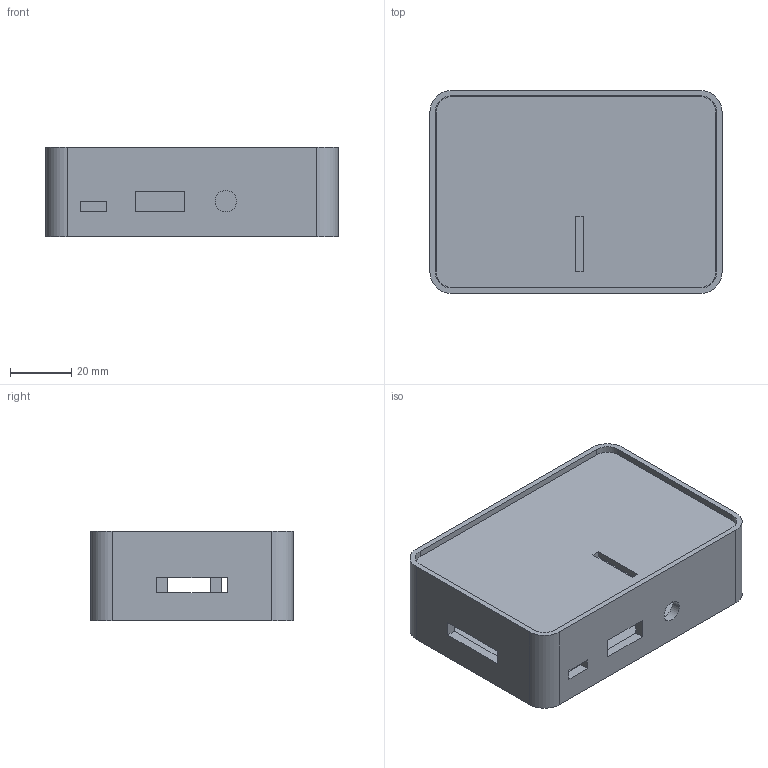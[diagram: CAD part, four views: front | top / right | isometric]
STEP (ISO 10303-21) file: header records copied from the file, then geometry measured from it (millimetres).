
FILE_DESCRIPTION (( 'STEP AP203' ), '1' );
FILE_NAME ('Teste_1.STEP', '2014-08-27T11:07:55', ( '' ), ( '' ), 'SwSTEP 2.0', 'SolidWorks 2013', '' );
FILE_SCHEMA (( 'CONFIG_CONTROL_DESIGN' ));
Length unit declared in the file: millimetre
Products named in the file (4): Part18; Part19; Teste_1; Part20
Assembly tree (2 placements, depth 2):
  Part18
  Teste_1
    Part19
    Part20
Bounding box: 95 x 66 x 29 mm (x, y, z)
Volume: 42754.8 mm3; surface area: 42047.9 mm2
Topology: 3 solids, 3 shells, 87 faces, 241 edges, 160 vertices
Faces by surface type: plane 61, cylinder 26
Entity records: 3186 total; most frequent: CARTESIAN_POINT 493, ORIENTED_EDGE 482, DIRECTION 479, EDGE_CURVE 241, VECTOR 187, LINE 187, VERTEX_POINT 160, AXIS2_PLACEMENT_3D 146
